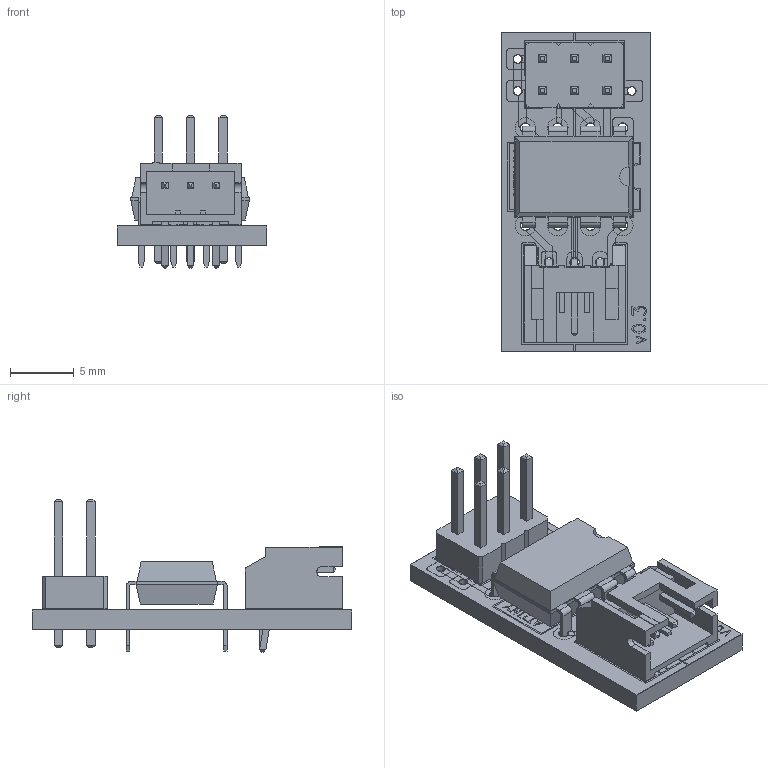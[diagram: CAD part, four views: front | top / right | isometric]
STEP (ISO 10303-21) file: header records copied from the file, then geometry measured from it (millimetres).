
FILE_DESCRIPTION(('KiCad electronic assembly'),'2;1');
FILE_NAME('WandLite.step','2025-05-16T10:27:57',('Pcbnew'),('Kicad'), 'Open CASCADE STEP processor 7.8','KiCad to STEP converter','Unknown' );
FILE_SCHEMA(('AUTOMOTIVE_DESIGN { 1 0 10303 214 1 1 1 1 }'));
Length unit declared in the file: millimetre
Products named in the file (9): WandLite 1; JST_PH_S3B-PH-K_1x03_P2.00mm_Horizontal; DIP-8_W7.62mm; PinHeader_2x03_P2.54mm_Vertical; WandLite_copper; WandLite_pad; WandLite_silkscreen; WandLite_soldermask; WandLite_PCB
Assembly tree (8 placements, depth 2):
  WandLite 1
    JST_PH_S3B-PH-K_1x03_P2.00mm_Horizontal
    DIP-8_W7.62mm
    PinHeader_2x03_P2.54mm_Vertical
    WandLite_copper
    WandLite_pad
    WandLite_silkscreen
    WandLite_soldermask
    WandLite_PCB
Bounding box: 11.7 x 25 x 11.94 mm (x, y, z)
Volume: 856.6 mm3; surface area: 2351.9 mm2
Topology: 75 solids, 89 shells, 967 faces, 2607 edges, 1818 vertices
Faces by surface type: plane 718, cylinder 229, bspline 20
Full cylindrical faces by diameter (mm): 0.65 x9, 0.7 x15, 0.75 x30, 0.8 x16, 0.95 x18, 1 x12, 1.6 x14, 1.7 x10
Entity records: 34457 total; most frequent: CARTESIAN_POINT 5777, DIRECTION 5060, ORIENTED_EDGE 4864, EDGE_CURVE 2607, LINE 2028, VECTOR 2028, VERTEX_POINT 1818, AXIS2_PLACEMENT_3D 1516
